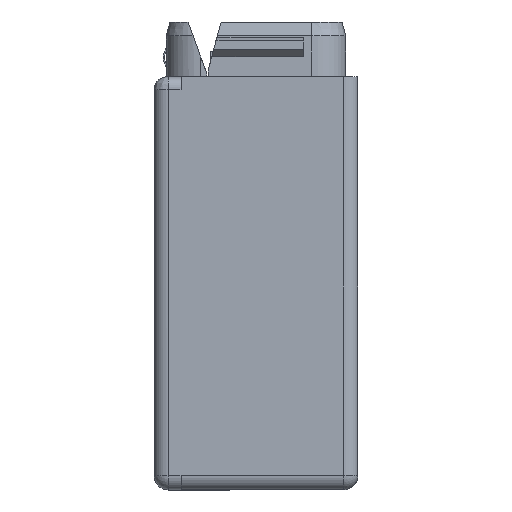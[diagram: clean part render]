
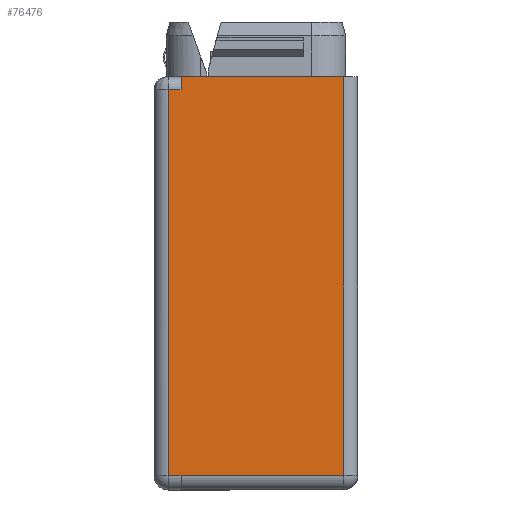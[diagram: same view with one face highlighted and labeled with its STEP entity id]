
A CAD part, left-side view. The second image highlights one B-rep face of the part: STEP entity #76476.
In plain terms, the highlighted planar face has unit normal (-1, 0, 0).
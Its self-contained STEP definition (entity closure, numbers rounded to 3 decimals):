
#9=DIRECTION('',(0.,1.,0.));
#10=VECTOR('',#9,11.93);
#11=CARTESIAN_POINT('',(-37.5,-6.43,0.));
#12=LINE('',#11,#10);
#1046=DIRECTION('',(0.,0.,-1.));
#1047=VECTOR('',#1046,0.02);
#1048=CARTESIAN_POINT('',(-37.5,5.5,-29.25));
#1049=LINE('',#1048,#1047);
#25044=DIRECTION('',(0.,0.,-1.));
#25045=VECTOR('',#25044,0.96);
#25046=CARTESIAN_POINT('',(-37.5,5.5,0.));
#25047=LINE('',#25046,#25045);
#25053=DIRECTION('',(0.,1.,0.));
#25054=VECTOR('',#25053,0.93);
#25055=CARTESIAN_POINT('',(-37.5,5.5,-0.96));
#25056=LINE('',#25055,#25054);
#25062=DIRECTION('',(0.,1.,0.));
#25063=VECTOR('',#25062,11.93);
#25064=CARTESIAN_POINT('',(-37.5,-6.43,-29.25));
#25065=LINE('',#25064,#25063);
#25075=DIRECTION('',(0.,0.,1.));
#25076=VECTOR('',#25075,29.25);
#25077=CARTESIAN_POINT('',(-37.5,-6.43,-29.25));
#25078=LINE('',#25077,#25076);
#26992=DIRECTION('',(0.,1.,0.));
#26993=VECTOR('',#26992,0.93);
#26994=CARTESIAN_POINT('',(-37.5,5.5,-29.27));
#26995=LINE('',#26994,#26993);
#27484=DIRECTION('',(0.,0.,1.));
#27485=VECTOR('',#27484,28.31);
#27486=CARTESIAN_POINT('',(-37.5,6.43,-29.27));
#27487=LINE('',#27486,#27485);
#36966=CARTESIAN_POINT('',(-37.5,5.5,0.));
#36967=VERTEX_POINT('',#36966);
#37038=CARTESIAN_POINT('',(-37.5,-6.43,-29.25));
#37039=CARTESIAN_POINT('',(-37.5,-6.43,0.));
#37040=VERTEX_POINT('',#37038);
#37041=VERTEX_POINT('',#37039);
#38570=CARTESIAN_POINT('',(-37.5,5.5,-29.27));
#38571=CARTESIAN_POINT('',(-37.5,6.43,-29.27));
#38572=VERTEX_POINT('',#38570);
#38573=VERTEX_POINT('',#38571);
#38625=CARTESIAN_POINT('',(-37.5,6.43,-0.96));
#38627=VERTEX_POINT('',#38625);
#39350=CARTESIAN_POINT('',(-37.5,5.5,-0.96));
#39351=VERTEX_POINT('',#39350);
#39444=CARTESIAN_POINT('',(-37.5,5.5,-29.25));
#39445=VERTEX_POINT('',#39444);
#76456=CARTESIAN_POINT('',(-37.5,-7.48,0.));
#76457=DIRECTION('',(-1.,0.,0.));
#76458=DIRECTION('',(0.,1.,0.));
#76459=AXIS2_PLACEMENT_3D('',#76456,#76457,#76458);
#76460=PLANE('',#76459);
#76462=ORIENTED_EDGE('',*,*,#76461,.T.);
#76463=ORIENTED_EDGE('',*,*,#46164,.T.);
#76465=ORIENTED_EDGE('',*,*,#76464,.T.);
#76467=ORIENTED_EDGE('',*,*,#76466,.T.);
#76469=ORIENTED_EDGE('',*,*,#76468,.F.);
#76470=ORIENTED_EDGE('',*,*,#76449,.F.);
#76471=ORIENTED_EDGE('',*,*,#45127,.F.);
#76473=ORIENTED_EDGE('',*,*,#76472,.F.);
#76474=EDGE_LOOP('',(#76462,#76463,#76465,#76467,#76469,#76470,#76471,#76473));
#76475=FACE_OUTER_BOUND('',#76474,.F.);
#76476=ADVANCED_FACE('',(#76475),#76460,.T.);
#45127=EDGE_CURVE('',#37041,#36967,#12,.T.);
#46164=EDGE_CURVE('',#39445,#38572,#1049,.T.);
#76449=EDGE_CURVE('',#36967,#39351,#25047,.T.);
#76461=EDGE_CURVE('',#37040,#39445,#25065,.T.);
#76464=EDGE_CURVE('',#38572,#38573,#26995,.T.);
#76466=EDGE_CURVE('',#38573,#38627,#27487,.T.);
#76468=EDGE_CURVE('',#39351,#38627,#25056,.T.);
#76472=EDGE_CURVE('',#37040,#37041,#25078,.T.);
